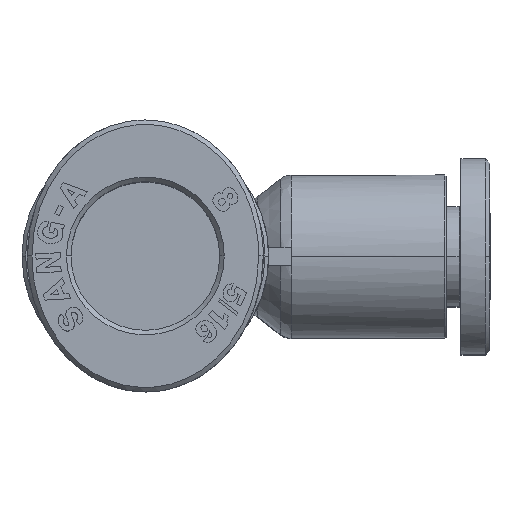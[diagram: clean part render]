
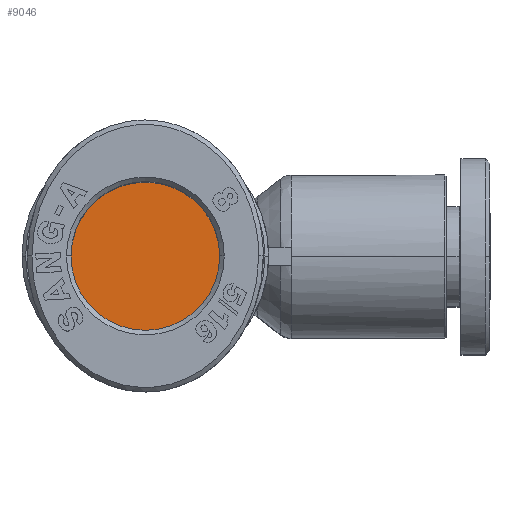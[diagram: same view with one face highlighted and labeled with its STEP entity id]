
A CAD part, top view. The second image highlights one B-rep face of the part: STEP entity #9046.
In plain terms, the highlighted face is planar.
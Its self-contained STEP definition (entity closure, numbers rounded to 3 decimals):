
#3848 = FACE_OUTER_BOUND ( 'NONE', #12817, .T. ) ;
#4616 = ORIENTED_EDGE ( 'NONE', *, *, #47460, .T. ) ;
#6100 = DIRECTION ( 'NONE',  ( 0., 0., -1. ) ) ;
#6790 = CARTESIAN_POINT ( 'NONE',  ( -5.8, 0., -4.15 ) ) ;
#9046 = ADVANCED_FACE ( 'NONE', ( #3848 ), #23687, .F. ) ;
#9359 = DIRECTION ( 'NONE',  ( -1., 0., 0. ) ) ;
#10073 = VERTEX_POINT ( 'NONE', #23484 ) ;
#12817 = EDGE_LOOP ( 'NONE', ( #31923, #4616 ) ) ;
#18971 = AXIS2_PLACEMENT_3D ( 'NONE', #45097, #19178, #6100 ) ;
#19170 = DIRECTION ( 'NONE',  ( 1., 0., 0. ) ) ;
#19178 = DIRECTION ( 'NONE',  ( -1., 0., 0. ) ) ;
#21251 = AXIS2_PLACEMENT_3D ( 'NONE', #36073, #19170, #53362 ) ;
#23042 = CIRCLE ( 'NONE', #18971, 4.1 ) ;
#23484 = CARTESIAN_POINT ( 'NONE',  ( -5.8, 0., 4.05 ) ) ;
#23687 = PLANE ( 'NONE',  #21251 ) ;
#28779 = CIRCLE ( 'NONE', #33211, 4.1 ) ;
#31923 = ORIENTED_EDGE ( 'NONE', *, *, #50793, .T. ) ;
#33211 = AXIS2_PLACEMENT_3D ( 'NONE', #48005, #9359, #39153 ) ;
#34806 = VERTEX_POINT ( 'NONE', #6790 ) ;
#36073 = CARTESIAN_POINT ( 'NONE',  ( -5.8, 0., -0.05 ) ) ;
#39153 = DIRECTION ( 'NONE',  ( 0., 0., -1. ) ) ;
#45097 = CARTESIAN_POINT ( 'NONE',  ( -5.8, 0., -0.05 ) ) ;
#47460 = EDGE_CURVE ( 'NONE', #10073, #34806, #28779, .T. ) ;
#48005 = CARTESIAN_POINT ( 'NONE',  ( -5.8, 0., -0.05 ) ) ;
#50793 = EDGE_CURVE ( 'NONE', #34806, #10073, #23042, .T. ) ;
#53362 = DIRECTION ( 'NONE',  ( 0., 0., -1. ) ) ;
